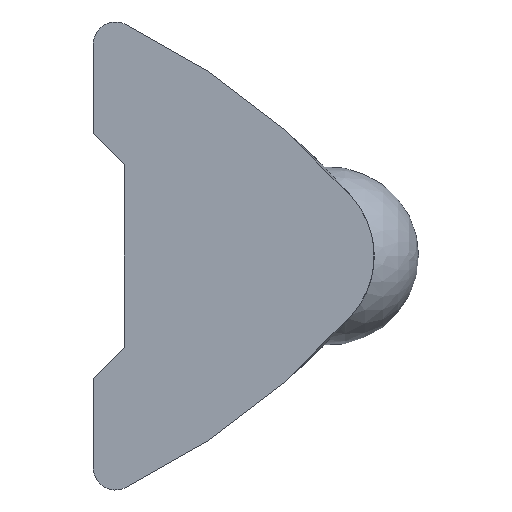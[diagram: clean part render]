
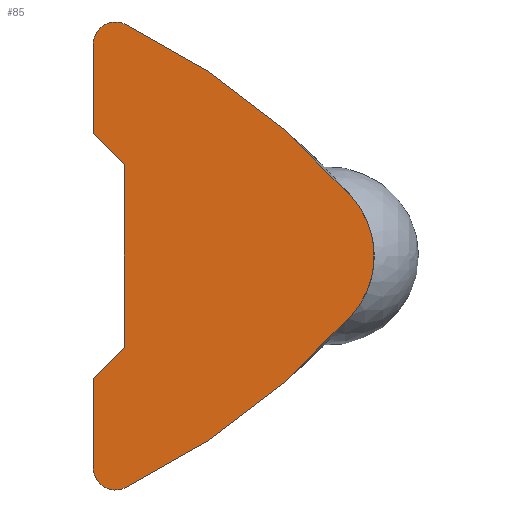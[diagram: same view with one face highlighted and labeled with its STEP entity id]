
A CAD part, left-side view. The second image highlights one B-rep face of the part: STEP entity #85.
In plain terms, the highlighted planar face has unit normal (-1, 0, 0).
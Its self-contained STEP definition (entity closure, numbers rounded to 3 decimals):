
#85 = ADVANCED_FACE( '', ( #169 ), #170, .F. );
#169 = FACE_OUTER_BOUND( '', #247, .T. );
#170 = PLANE( '', #248 );
#247 = EDGE_LOOP( '', ( #440, #441, #442, #443, #444, #445, #446, #447, #448, #449 ) );
#248 = AXIS2_PLACEMENT_3D( '', #450, #451, #452 );
#440 = ORIENTED_EDGE( '', *, *, #561, .F. );
#441 = ORIENTED_EDGE( '', *, *, #567, .F. );
#442 = ORIENTED_EDGE( '', *, *, #568, .F. );
#443 = ORIENTED_EDGE( '', *, *, #545, .F. );
#444 = ORIENTED_EDGE( '', *, *, #489, .F. );
#445 = ORIENTED_EDGE( '', *, *, #517, .F. );
#446 = ORIENTED_EDGE( '', *, *, #569, .F. );
#447 = ORIENTED_EDGE( '', *, *, #495, .F. );
#448 = ORIENTED_EDGE( '', *, *, #529, .F. );
#449 = ORIENTED_EDGE( '', *, *, #502, .F. );
#450 = CARTESIAN_POINT( '', ( 0., 5.8, 4.75 ) );
#451 = DIRECTION( '', ( 1., 0., 0. ) );
#452 = DIRECTION( '', ( 0., 0., -1. ) );
#489 = EDGE_CURVE( '', #582, #584, #585, .T. );
#495 = EDGE_CURVE( '', #593, #589, #595, .T. );
#502 = EDGE_CURVE( '', #603, #604, #605, .T. );
#517 = EDGE_CURVE( '', #630, #582, #631, .T. );
#529 = EDGE_CURVE( '', #604, #593, #648, .T. );
#545 = EDGE_CURVE( '', #584, #668, #669, .T. );
#561 = EDGE_CURVE( '', #691, #603, #693, .T. );
#567 = EDGE_CURVE( '', #699, #691, #700, .T. );
#568 = EDGE_CURVE( '', #668, #699, #701, .T. );
#569 = EDGE_CURVE( '', #589, #630, #702, .T. );
#582 = VERTEX_POINT( '', #717 );
#584 = VERTEX_POINT( '', #720 );
#585 = LINE( '', #721, #722 );
#589 = VERTEX_POINT( '', #727 );
#593 = VERTEX_POINT( '', #747 );
#595 = CIRCLE( '', #750, 2. );
#603 = VERTEX_POINT( '', #803 );
#604 = VERTEX_POINT( '', #804 );
#605 = CIRCLE( '', #805, 0.5 );
#630 = VERTEX_POINT( '', #854 );
#631 = CIRCLE( '', #855, 0.5 );
#648 = CIRCLE( '', #917, 16. );
#668 = VERTEX_POINT( '', #949 );
#669 = LINE( '', #950, #951 );
#691 = VERTEX_POINT( '', #999 );
#693 = LINE( '', #1002, #1003 );
#699 = VERTEX_POINT( '', #1015 );
#700 = LINE( '', #1016, #1017 );
#701 = LINE( '', #1018, #1019 );
#702 = CIRCLE( '', #1020, 16. );
#717 = CARTESIAN_POINT( '', ( 0., 6.3, -4.75 ) );
#720 = CARTESIAN_POINT( '', ( 0., 6.3, -2.75 ) );
#721 = CARTESIAN_POINT( '', ( 0., 6.3, -4.75 ) );
#722 = VECTOR( '', #1032, 1000. );
#727 = CARTESIAN_POINT( '', ( 0., 0.493, -1.315 ) );
#747 = CARTESIAN_POINT( '', ( 0., 0.493, 1.315 ) );
#750 = AXIS2_PLACEMENT_3D( '', #1036, #1037, #1038 );
#803 = CARTESIAN_POINT( '', ( 0., 6.3, 4.75 ) );
#804 = CARTESIAN_POINT( '', ( 0., 5.582, 5.2 ) );
#805 = AXIS2_PLACEMENT_3D( '', #1039, #1040, #1041 );
#854 = CARTESIAN_POINT( '', ( 0., 5.582, -5.2 ) );
#855 = AXIS2_PLACEMENT_3D( '', #1058, #1059, #1060 );
#917 = AXIS2_PLACEMENT_3D( '', #1070, #1071, #1072 );
#949 = CARTESIAN_POINT( '', ( 0., 5.6, -2.05 ) );
#950 = CARTESIAN_POINT( '', ( 0., 6.3, -2.75 ) );
#951 = VECTOR( '', #1088, 1000. );
#999 = CARTESIAN_POINT( '', ( 0., 6.3, 2.75 ) );
#1002 = CARTESIAN_POINT( '', ( 0., 6.3, 2.75 ) );
#1003 = VECTOR( '', #1113, 1000. );
#1015 = CARTESIAN_POINT( '', ( 0., 5.6, 2.05 ) );
#1016 = CARTESIAN_POINT( '', ( 0., 5.6, 2.05 ) );
#1017 = VECTOR( '', #1114, 1000. );
#1018 = CARTESIAN_POINT( '', ( 0., 5.6, -2.05 ) );
#1019 = VECTOR( '', #1115, 1000. );
#1020 = AXIS2_PLACEMENT_3D( '', #1116, #1117, #1118 );
#1032 = DIRECTION( '', ( 0., 0., 1. ) );
#1036 = CARTESIAN_POINT( '', ( 0., 2., 0. ) );
#1037 = DIRECTION( '', ( 1., 0., 0. ) );
#1038 = DIRECTION( '', ( 0., 0., -1. ) );
#1039 = CARTESIAN_POINT( '', ( 0., 5.8, 4.75 ) );
#1040 = DIRECTION( '', ( 1., 0., 0. ) );
#1041 = DIRECTION( '', ( 0., 0., -1. ) );
#1058 = CARTESIAN_POINT( '', ( 0., 5.8, -4.75 ) );
#1059 = DIRECTION( '', ( 1., 0., 0. ) );
#1060 = DIRECTION( '', ( 0., 0., -1. ) );
#1070 = CARTESIAN_POINT( '', ( 0., 12.55, -9.203 ) );
#1071 = DIRECTION( '', ( 1., 0., 0. ) );
#1072 = DIRECTION( '', ( 0., 0., -1. ) );
#1088 = DIRECTION( '', ( 0., -0.707, 0.707 ) );
#1113 = DIRECTION( '', ( 0., 0., 1. ) );
#1114 = DIRECTION( '', ( 0., 0.707, 0.707 ) );
#1115 = DIRECTION( '', ( 0., 0., 1. ) );
#1116 = CARTESIAN_POINT( '', ( 0., 12.55, 9.203 ) );
#1117 = DIRECTION( '', ( 1., 0., 0. ) );
#1118 = DIRECTION( '', ( 0., 0., -1. ) );
